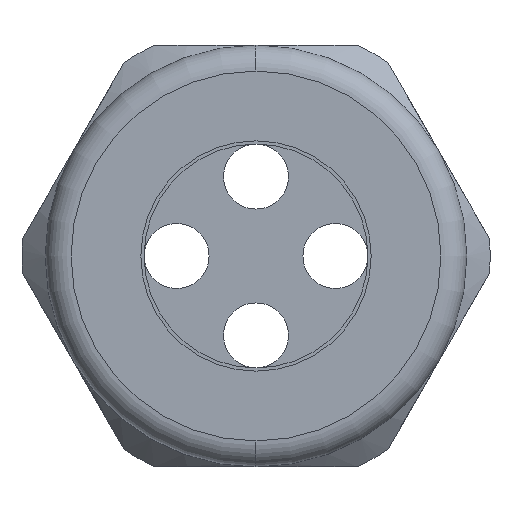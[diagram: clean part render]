
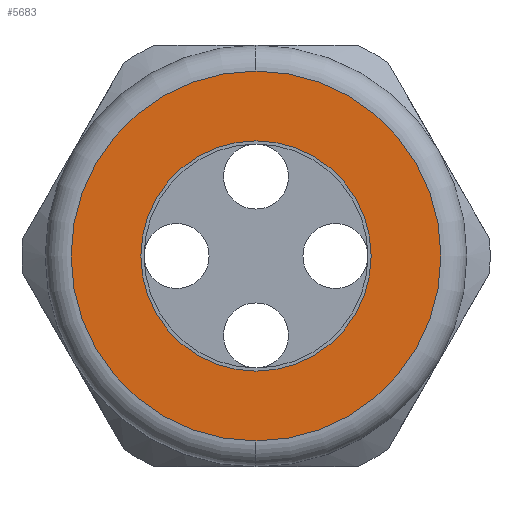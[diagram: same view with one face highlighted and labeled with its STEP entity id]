
A CAD part, left-side view. The second image highlights one B-rep face of the part: STEP entity #5683.
In plain terms, the highlighted planar face has unit normal (-1, 0, 0).
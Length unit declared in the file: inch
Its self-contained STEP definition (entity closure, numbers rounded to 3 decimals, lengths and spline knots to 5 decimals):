
#4096 = DIRECTION ( 'NONE',  ( 0., 0., 1. ) ) ;
#4097 = DIRECTION ( 'NONE',  ( -1., 0., 0. ) ) ;
#4098 = CARTESIAN_POINT ( 'NONE',  ( -1.53, 0.65, 0. ) ) ;
#4099 = AXIS2_PLACEMENT_3D ( 'NONE', #4098, #4097, #4096 ) ;
#4100 = PLANE ( 'NONE',  #4099 ) ;
#4101 = FACE_BOUND ( 'NONE', #5732, .T. ) ;
#4102 = FACE_OUTER_BOUND ( 'NONE', #5674, .T. ) ;
#4120 = CIRCLE ( 'NONE', #4182, 0.57 ) ;
#4121 = CARTESIAN_POINT ( 'NONE',  ( -1.53, 0., 0.57 ) ) ;
#4122 = CARTESIAN_POINT ( 'NONE',  ( -1.53, 0., -0.355 ) ) ;
#4153 = CARTESIAN_POINT ( 'NONE',  ( -1.53, 0., 0. ) ) ;
#4154 = AXIS2_PLACEMENT_3D ( 'NONE', #4153, #4214, #4213 ) ;
#4155 = CIRCLE ( 'NONE', #4154, 0.355 ) ;
#4162 = CARTESIAN_POINT ( 'NONE',  ( -1.53, 0., -0.57 ) ) ;
#4179 = DIRECTION ( 'NONE',  ( 0., 0., 1. ) ) ;
#4180 = DIRECTION ( 'NONE',  ( -1., 0., 0. ) ) ;
#4181 = CARTESIAN_POINT ( 'NONE',  ( -1.53, 0., 0. ) ) ;
#4182 = AXIS2_PLACEMENT_3D ( 'NONE', #4181, #4180, #4179 ) ;
#4183 = CARTESIAN_POINT ( 'NONE',  ( -1.53, 0., 0.355 ) ) ;
#4202 = DIRECTION ( 'NONE',  ( 0., 0., 1. ) ) ;
#4203 = DIRECTION ( 'NONE',  ( -1., 0., 0. ) ) ;
#4204 = CARTESIAN_POINT ( 'NONE',  ( -1.53, 0., 0. ) ) ;
#4205 = AXIS2_PLACEMENT_3D ( 'NONE', #4204, #4203, #4202 ) ;
#4206 = CIRCLE ( 'NONE', #4205, 0.57 ) ;
#4213 = DIRECTION ( 'NONE',  ( 0., 0., -1. ) ) ;
#4214 = DIRECTION ( 'NONE',  ( 1., 0., 0. ) ) ;
#4253 = DIRECTION ( 'NONE',  ( 0., 0., -1. ) ) ;
#4254 = DIRECTION ( 'NONE',  ( 1., 0., 0. ) ) ;
#4255 = CARTESIAN_POINT ( 'NONE',  ( -1.53, 0., 0. ) ) ;
#4256 = AXIS2_PLACEMENT_3D ( 'NONE', #4255, #4254, #4253 ) ;
#4257 = CIRCLE ( 'NONE', #4256, 0.355 ) ;
#5670 = ORIENTED_EDGE ( 'NONE', *, *, #5709, .T. ) ;
#5674 = EDGE_LOOP ( 'NONE', ( #5670, #5814 ) ) ;
#5683 = ADVANCED_FACE ( 'NONE', ( #4102, #4101 ), #4100, .T. ) ;
#5706 = VERTEX_POINT ( 'NONE', #4122 ) ;
#5708 = VERTEX_POINT ( 'NONE', #4121 ) ;
#5709 = EDGE_CURVE ( 'NONE', #5708, #5721, #4120, .T. ) ;
#5721 = VERTEX_POINT ( 'NONE', #4162 ) ;
#5726 = ORIENTED_EDGE ( 'NONE', *, *, #5727, .T. ) ;
#5727 = EDGE_CURVE ( 'NONE', #5706, #5743, #4155, .T. ) ;
#5730 = ORIENTED_EDGE ( 'NONE', *, *, #5773, .T. ) ;
#5732 = EDGE_LOOP ( 'NONE', ( #5726, #5730 ) ) ;
#5734 = EDGE_CURVE ( 'NONE', #5721, #5708, #4206, .T. ) ;
#5743 = VERTEX_POINT ( 'NONE', #4183 ) ;
#5773 = EDGE_CURVE ( 'NONE', #5743, #5706, #4257, .T. ) ;
#5814 = ORIENTED_EDGE ( 'NONE', *, *, #5734, .T. ) ;
